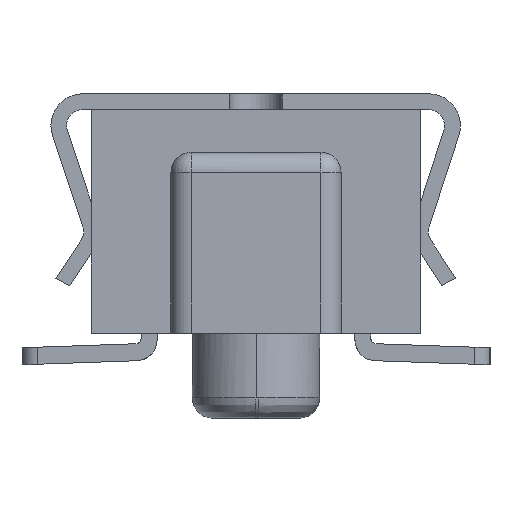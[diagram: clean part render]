
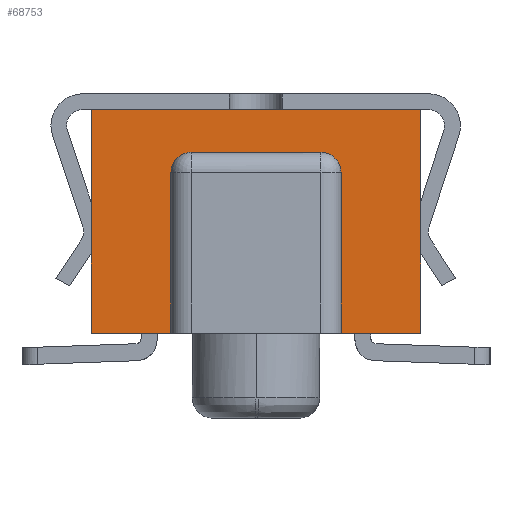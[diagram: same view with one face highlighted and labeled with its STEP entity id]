
A CAD part, left-side view. The second image highlights one B-rep face of the part: STEP entity #68753.
In plain terms, the highlighted planar face has unit normal (-1, 0, 0).
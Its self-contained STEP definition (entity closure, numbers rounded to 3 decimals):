
#425=CARTESIAN_POINT('',(-6.55,-0.61,0.65));
#426=VERTEX_POINT('',#425);
#427=CARTESIAN_POINT('',(-6.55,-0.8,0.46));
#428=VERTEX_POINT('',#427);
#429=CARTESIAN_POINT('',(-6.55,-0.61,0.65));
#430=CARTESIAN_POINT('',(-6.55,-0.64,0.65));
#431=CARTESIAN_POINT('',(-6.55,-0.67,0.644));
#432=CARTESIAN_POINT('',(-6.55,-0.698,0.632));
#433=CARTESIAN_POINT('',(-6.55,-0.748,0.598));
#434=CARTESIAN_POINT('',(-6.55,-0.782,0.548));
#435=CARTESIAN_POINT('',(-6.55,-0.794,0.52));
#436=CARTESIAN_POINT('',(-6.55,-0.8,0.49));
#437=CARTESIAN_POINT('',(-6.55,-0.8,0.46));
#438=B_SPLINE_CURVE_WITH_KNOTS('',5,(#429,#430,#431,#432,#433,#434,#435,#436,#437),.UNSPECIFIED.,.F.,.U.,(6,3,6),(0.,0.785,1.571),.UNSPECIFIED.);
#439=EDGE_CURVE('',#426,#428,#438,.T.);
#494=CARTESIAN_POINT('',(-6.55,-0.8,-1.05));
#495=VERTEX_POINT('',#494);
#505=CARTESIAN_POINT('',(-6.55,-0.8,0.46));
#506=CARTESIAN_POINT('',(-6.55,-0.8,0.158));
#507=CARTESIAN_POINT('',(-6.55,-0.8,-0.144));
#508=CARTESIAN_POINT('',(-6.55,-0.8,-0.446));
#509=CARTESIAN_POINT('',(-6.55,-0.8,-0.748));
#510=CARTESIAN_POINT('',(-6.55,-0.8,-1.05));
#511=B_SPLINE_CURVE_WITH_KNOTS('',5,(#505,#506,#507,#508,#509,#510),.UNSPECIFIED.,.F.,.U.,(6,6),(0.,1.51),.UNSPECIFIED.);
#512=EDGE_CURVE('',#428,#495,#511,.T.);
#525=CARTESIAN_POINT('',(-6.55,-1.55,1.05));
#526=VERTEX_POINT('',#525);
#547=CARTESIAN_POINT('',(-6.55,1.55,1.05));
#548=VERTEX_POINT('',#547);
#558=CARTESIAN_POINT('',(-6.55,-1.55,1.05));
#559=CARTESIAN_POINT('',(-6.55,-0.93,1.05));
#560=CARTESIAN_POINT('',(-6.55,-0.31,1.05));
#561=CARTESIAN_POINT('',(-6.55,0.31,1.05));
#562=CARTESIAN_POINT('',(-6.55,0.93,1.05));
#563=CARTESIAN_POINT('',(-6.55,1.55,1.05));
#564=B_SPLINE_CURVE_WITH_KNOTS('',5,(#558,#559,#560,#561,#562,#563),.UNSPECIFIED.,.F.,.U.,(6,6),(0.,3.1),.UNSPECIFIED.);
#565=EDGE_CURVE('',#526,#548,#564,.T.);
#1495=CARTESIAN_POINT('',(-6.55,0.8,-1.05));
#1496=VERTEX_POINT('',#1495);
#1497=CARTESIAN_POINT('',(-6.55,0.8,0.46));
#1498=VERTEX_POINT('',#1497);
#1499=CARTESIAN_POINT('',(-6.55,0.8,-1.05));
#1500=CARTESIAN_POINT('',(-6.55,0.8,-0.748));
#1501=CARTESIAN_POINT('',(-6.55,0.8,-0.446));
#1502=CARTESIAN_POINT('',(-6.55,0.8,-0.144));
#1503=CARTESIAN_POINT('',(-6.55,0.8,0.158));
#1504=CARTESIAN_POINT('',(-6.55,0.8,0.46));
#1505=B_SPLINE_CURVE_WITH_KNOTS('',5,(#1499,#1500,#1501,#1502,#1503,#1504),.UNSPECIFIED.,.F.,.U.,(6,6),(1.31,2.82),.UNSPECIFIED.);
#1506=EDGE_CURVE('',#1496,#1498,#1505,.T.);
#1547=CARTESIAN_POINT('',(-6.55,0.61,0.65));
#1548=VERTEX_POINT('',#1547);
#1549=CARTESIAN_POINT('',(-6.55,0.8,0.46));
#1550=CARTESIAN_POINT('',(-6.55,0.8,0.49));
#1551=CARTESIAN_POINT('',(-6.55,0.794,0.52));
#1552=CARTESIAN_POINT('',(-6.55,0.782,0.548));
#1553=CARTESIAN_POINT('',(-6.55,0.748,0.598));
#1554=CARTESIAN_POINT('',(-6.55,0.698,0.632));
#1555=CARTESIAN_POINT('',(-6.55,0.67,0.644));
#1556=CARTESIAN_POINT('',(-6.55,0.64,0.65));
#1557=CARTESIAN_POINT('',(-6.55,0.61,0.65));
#1558=B_SPLINE_CURVE_WITH_KNOTS('',5,(#1549,#1550,#1551,#1552,#1553,#1554,#1555,#1556,#1557),.UNSPECIFIED.,.F.,.U.,(6,3,6),(0.,0.785,1.571),.UNSPECIFIED.);
#1559=EDGE_CURVE('',#1498,#1548,#1558,.T.);
#1603=CARTESIAN_POINT('',(-6.55,0.61,0.65));
#1604=CARTESIAN_POINT('',(-6.55,0.366,0.65));
#1605=CARTESIAN_POINT('',(-6.55,0.122,0.65));
#1606=CARTESIAN_POINT('',(-6.55,-0.122,0.65));
#1607=CARTESIAN_POINT('',(-6.55,-0.366,0.65));
#1608=CARTESIAN_POINT('',(-6.55,-0.61,0.65));
#1609=B_SPLINE_CURVE_WITH_KNOTS('',5,(#1603,#1604,#1605,#1606,#1607,#1608),.UNSPECIFIED.,.F.,.U.,(6,6),(0.,1.22),.UNSPECIFIED.);
#1610=EDGE_CURVE('',#1548,#426,#1609,.T.);
#68684=CARTESIAN_POINT('',(-6.55,0.,0.));
#68685=DIRECTION('',(0.,-1.,0.));
#68686=DIRECTION('',(-1.,0.,0.));
#68687=AXIS2_PLACEMENT_3D('',#68684,#68686,#68685);
#68688=PLANE('',#68687);
#68689=ORIENTED_EDGE('',*,*,#1559,.T.);
#68690=ORIENTED_EDGE('',*,*,#1610,.T.);
#68691=ORIENTED_EDGE('',*,*,#439,.T.);
#68692=ORIENTED_EDGE('',*,*,#512,.T.);
#68693=CARTESIAN_POINT('',(-6.55,-1.13,-1.05));
#68694=VERTEX_POINT('',#68693);
#68695=CARTESIAN_POINT('',(-6.55,-1.13,-1.05));
#68696=DIRECTION('',(0.,1.,0.));
#68697=VECTOR('',#68696,0.33);
#68698=LINE('',#68695,#68697);
#68699=EDGE_CURVE('',#68694,#495,#68698,.T.);
#68700=ORIENTED_EDGE('',*,*,#68699,.F.);
#68701=CARTESIAN_POINT('',(-6.55,-1.55,-1.05));
#68702=VERTEX_POINT('',#68701);
#68703=CARTESIAN_POINT('',(-6.55,-1.13,-1.05));
#68704=CARTESIAN_POINT('',(-6.55,-1.214,-1.05));
#68705=CARTESIAN_POINT('',(-6.55,-1.298,-1.05));
#68706=CARTESIAN_POINT('',(-6.55,-1.382,-1.05));
#68707=CARTESIAN_POINT('',(-6.55,-1.466,-1.05));
#68708=CARTESIAN_POINT('',(-6.55,-1.55,-1.05));
#68709=B_SPLINE_CURVE_WITH_KNOTS('',5,(#68703,#68704,#68705,#68706,#68707,#68708),.UNSPECIFIED.,.F.,.U.,(6,6),(0.,0.42),.UNSPECIFIED.);
#68710=EDGE_CURVE('',#68694,#68702,#68709,.T.);
#68711=ORIENTED_EDGE('',*,*,#68710,.T.);
#68712=CARTESIAN_POINT('',(-6.55,-1.55,-1.05));
#68713=CARTESIAN_POINT('',(-6.55,-1.55,-0.63));
#68714=CARTESIAN_POINT('',(-6.55,-1.55,-0.21));
#68715=CARTESIAN_POINT('',(-6.55,-1.55,0.21));
#68716=CARTESIAN_POINT('',(-6.55,-1.55,0.63));
#68717=CARTESIAN_POINT('',(-6.55,-1.55,1.05));
#68718=B_SPLINE_CURVE_WITH_KNOTS('',5,(#68712,#68713,#68714,#68715,#68716,#68717),.UNSPECIFIED.,.F.,.U.,(6,6),(0.,2.1),.UNSPECIFIED.);
#68719=EDGE_CURVE('',#68702,#526,#68718,.T.);
#68720=ORIENTED_EDGE('',*,*,#68719,.T.);
#68721=ORIENTED_EDGE('',*,*,#565,.T.);
#68722=CARTESIAN_POINT('',(-6.55,1.55,-1.05));
#68723=VERTEX_POINT('',#68722);
#68724=CARTESIAN_POINT('',(-6.55,1.55,1.05));
#68725=CARTESIAN_POINT('',(-6.55,1.55,0.63));
#68726=CARTESIAN_POINT('',(-6.55,1.55,0.21));
#68727=CARTESIAN_POINT('',(-6.55,1.55,-0.21));
#68728=CARTESIAN_POINT('',(-6.55,1.55,-0.63));
#68729=CARTESIAN_POINT('',(-6.55,1.55,-1.05));
#68730=B_SPLINE_CURVE_WITH_KNOTS('',5,(#68724,#68725,#68726,#68727,#68728,#68729),.UNSPECIFIED.,.F.,.U.,(6,6),(0.,2.1),.UNSPECIFIED.);
#68731=EDGE_CURVE('',#548,#68723,#68730,.T.);
#68732=ORIENTED_EDGE('',*,*,#68731,.T.);
#68733=CARTESIAN_POINT('',(-6.55,1.13,-1.05));
#68734=VERTEX_POINT('',#68733);
#68735=CARTESIAN_POINT('',(-6.55,1.13,-1.05));
#68736=CARTESIAN_POINT('',(-6.55,1.214,-1.05));
#68737=CARTESIAN_POINT('',(-6.55,1.298,-1.05));
#68738=CARTESIAN_POINT('',(-6.55,1.382,-1.05));
#68739=CARTESIAN_POINT('',(-6.55,1.466,-1.05));
#68740=CARTESIAN_POINT('',(-6.55,1.55,-1.05));
#68741=B_SPLINE_CURVE_WITH_KNOTS('',5,(#68735,#68736,#68737,#68738,#68739,#68740),.UNSPECIFIED.,.F.,.U.,(6,6),(0.,0.42),.UNSPECIFIED.);
#68742=EDGE_CURVE('',#68734,#68723,#68741,.T.);
#68743=ORIENTED_EDGE('',*,*,#68742,.F.);
#68744=CARTESIAN_POINT('',(-6.55,0.8,-1.05));
#68745=DIRECTION('',(0.,1.,0.));
#68746=VECTOR('',#68745,0.33);
#68747=LINE('',#68744,#68746);
#68748=EDGE_CURVE('',#1496,#68734,#68747,.T.);
#68749=ORIENTED_EDGE('',*,*,#68748,.F.);
#68750=ORIENTED_EDGE('',*,*,#1506,.T.);
#68751=EDGE_LOOP('',(#68689,#68690,#68691,#68692,#68700,#68711,#68720,#68721,#68732,#68743,#68749,#68750));
#68752=FACE_OUTER_BOUND('',#68751,.T.);
#68753=ADVANCED_FACE('',(#68752),#68688,.T.);
